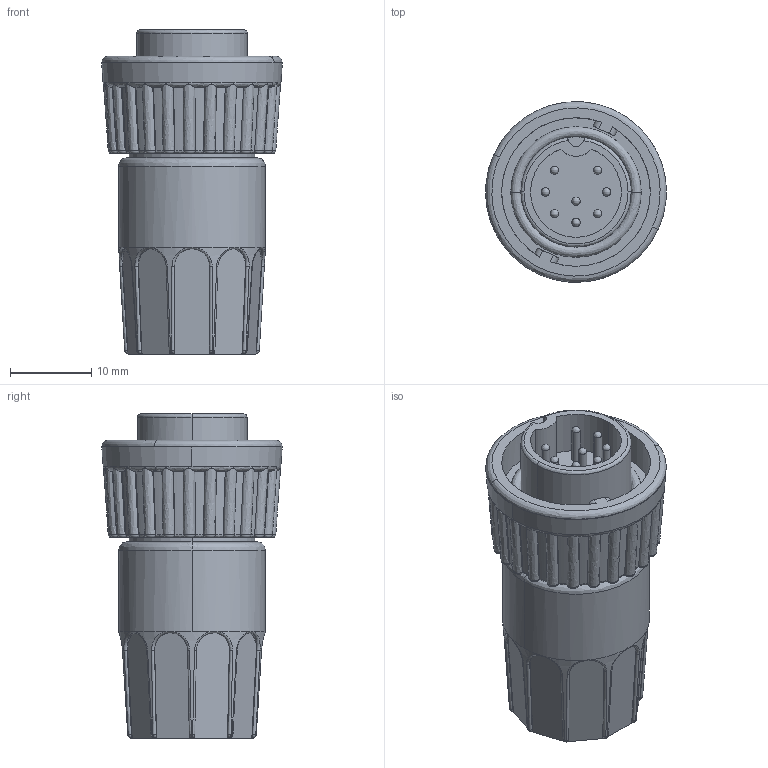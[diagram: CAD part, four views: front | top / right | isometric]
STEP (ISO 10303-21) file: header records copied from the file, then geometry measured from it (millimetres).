
FILE_DESCRIPTION (( 'STEP AP203' ), '1' );
FILE_NAME ('3282-8PG-330.STEP', '2016-10-06T16:06:01', ( '' ), ( '' ), 'SwSTEP 2.0', 'SolidWorks 2014', '' );
FILE_SCHEMA (( 'CONFIG_CONTROL_DESIGN' ));
Length unit declared in the file: inch
Products named in the file (1): 3282-8PG-330
Bounding box: 22.22 x 22.2 x 39.88 mm (x, y, z)
Volume: 9035.9 mm3; surface area: 4103.4 mm2
Topology: 1 solids, 1 shells, 338 faces, 928 edges, 590 vertices
Faces by surface type: bspline 183, plane 71, cylinder 47, cone 37
Entity records: 17207 total; most frequent: CARTESIAN_POINT 10356, ORIENTED_EDGE 1824, DIRECTION 915, EDGE_CURVE 912, VERTEX_POINT 590, B_SPLINE_CURVE_WITH_KNOTS 414, AXIS2_PLACEMENT_3D 379, EDGE_LOOP 352
